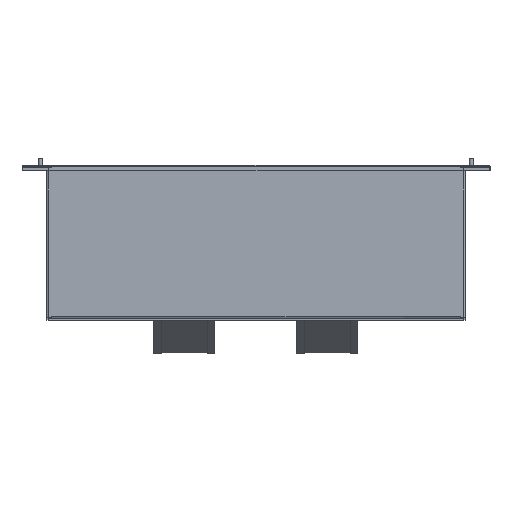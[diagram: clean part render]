
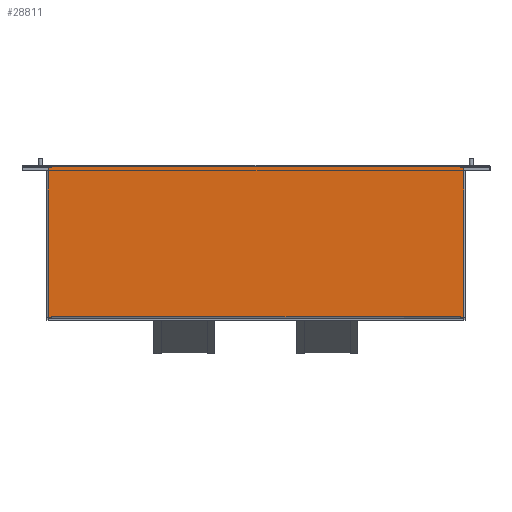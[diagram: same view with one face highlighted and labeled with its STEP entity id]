
A CAD part, front view. The second image highlights one B-rep face of the part: STEP entity #28811.
In plain terms, the highlighted free-form (B-spline) face has degree [1, 1] with [2, 2] control points.
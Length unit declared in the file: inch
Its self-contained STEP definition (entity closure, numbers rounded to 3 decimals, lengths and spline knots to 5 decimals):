
#26887=CARTESIAN_POINT('V1066',(-6.2055,0.73298,
   2.80265));
#26888=VERTEX_POINT('V1066',#26887);
#26903=CARTESIAN_POINT('V1067',(-6.2055,0.73298,
   2.74133));
#26904=VERTEX_POINT('V1067',#26903);
#26910=CARTESIAN_POINT('E1704',(-6.2055,0.73298,
   2.80265));
#26911=CARTESIAN_POINT('E1704',(-6.2055,0.73298,
   2.74133));
#26912=QUASI_UNIFORM_CURVE('E1704',1,(#26910,#26911),.POLYLINE_FORM.,
   .F.,.U.);
#26913=EDGE_CURVE('E1704',#26888,#26904,#26912,.T.);
#26923=CARTESIAN_POINT('V1065',(10.38586,0.73298,
   2.80265));
#26924=VERTEX_POINT('V1065',#26923);
#26938=CARTESIAN_POINT('E1703',(10.38586,0.73298,
   2.80265));
#26939=CARTESIAN_POINT('E1703',(-6.2055,0.73298,
   2.80265));
#26940=QUASI_UNIFORM_CURVE('E1703',1,(#26938,#26939),.POLYLINE_FORM.,
   .F.,.U.);
#26941=EDGE_CURVE('E1703',#26924,#26888,#26940,.T.);
#26951=CARTESIAN_POINT('V1064',(10.38586,0.73298,
   2.74133));
#26952=VERTEX_POINT('V1064',#26951);
#26966=CARTESIAN_POINT('E1702',(10.38586,0.73298,
   2.74133));
#26967=CARTESIAN_POINT('E1702',(10.38586,0.73298,
   2.80265));
#26968=QUASI_UNIFORM_CURVE('E1702',1,(#26966,#26967),.POLYLINE_FORM.,
   .F.,.U.);
#26969=EDGE_CURVE('E1702',#26952,#26924,#26968,.T.);
#26981=CARTESIAN_POINT('V1063',(10.52018,0.73298,
   2.74133));
#26982=VERTEX_POINT('V1063',#26981);
#26994=CARTESIAN_POINT('E1701',(10.52018,0.73298,
   2.74133));
#26995=CARTESIAN_POINT('E1701',(10.38586,0.73298,
   2.74133));
#26996=QUASI_UNIFORM_CURVE('E1701',1,(#26994,#26995),.POLYLINE_FORM.,
   .F.,.U.);
#26997=EDGE_CURVE('E1701',#26982,#26952,#26996,.T.);
#27978=CARTESIAN_POINT('V1062',(10.52018,0.73298,
   -3.33735));
#27979=VERTEX_POINT('V1062',#27978);
#27995=CARTESIAN_POINT('E1700',(10.52018,0.73298,
   -3.33735));
#27996=CARTESIAN_POINT('E1700',(10.52018,0.73298,
   2.74133));
#27997=QUASI_UNIFORM_CURVE('E1700',1,(#27995,#27996),.POLYLINE_FORM.,
   .F.,.U.);
#27998=EDGE_CURVE('E1700',#27979,#26982,#27997,.T.);
#28024=CARTESIAN_POINT('V1061',(10.38586,0.73298,
   -3.33735));
#28025=VERTEX_POINT('V1061',#28024);
#28039=CARTESIAN_POINT('E1699',(10.38586,0.73298,
   -3.33735));
#28040=CARTESIAN_POINT('E1699',(10.52018,0.73298,
   -3.33735));
#28041=QUASI_UNIFORM_CURVE('E1699',1,(#28039,#28040),.POLYLINE_FORM.,
   .F.,.U.);
#28042=EDGE_CURVE('E1699',#28025,#27979,#28041,.T.);
#28054=CARTESIAN_POINT('V1060',(10.38586,0.73298,
   -3.29735));
#28055=VERTEX_POINT('V1060',#28054);
#28067=CARTESIAN_POINT('E1698',(10.38586,0.73298,
   -3.29735));
#28068=CARTESIAN_POINT('E1698',(10.38586,0.73298,
   -3.33735));
#28069=QUASI_UNIFORM_CURVE('E1698',1,(#28067,#28068),.POLYLINE_FORM.,
   .F.,.U.);
#28070=EDGE_CURVE('E1698',#28055,#28025,#28069,.T.);
#28688=CARTESIAN_POINT('V1069',(-6.33982,0.73298,
   -3.33735));
#28689=VERTEX_POINT('V1069',#28688);
#28696=CARTESIAN_POINT('V1070',(-6.2055,0.73298,
   -3.33735));
#28697=VERTEX_POINT('V1070',#28696);
#28703=CARTESIAN_POINT('E1707',(-6.33982,0.73298,
   -3.33735));
#28704=CARTESIAN_POINT('E1707',(-6.2055,0.73298,
   -3.33735));
#28705=QUASI_UNIFORM_CURVE('E1707',1,(#28703,#28704),.POLYLINE_FORM.,
   .F.,.U.);
#28706=EDGE_CURVE('E1707',#28689,#28697,#28705,.T.);
#28718=CARTESIAN_POINT('V1059',(-6.2055,0.73298,
   -3.29735));
#28719=VERTEX_POINT('V1059',#28718);
#28725=CARTESIAN_POINT('E1708',(-6.2055,0.73298,
   -3.33735));
#28726=CARTESIAN_POINT('E1708',(-6.2055,0.73298,
   -3.29735));
#28727=QUASI_UNIFORM_CURVE('E1708',1,(#28725,#28726),.POLYLINE_FORM.,
   .F.,.U.);
#28728=EDGE_CURVE('E1708',#28697,#28719,#28727,.T.);
#28774=CARTESIAN_POINT('E1697',(-6.2055,0.73298,
   -3.29735));
#28775=CARTESIAN_POINT('E1697',(10.38586,0.73298,
   -3.29735));
#28776=QUASI_UNIFORM_CURVE('E1697',1,(#28774,#28775),.POLYLINE_FORM.,
   .F.,.U.);
#28777=EDGE_CURVE('E1697',#28719,#28055,#28776,.T.);
#28782=CARTESIAN_POINT('F689',(-6.341,0.73298,
   -3.33853));
#28783=CARTESIAN_POINT('F689',(10.52136,0.73298,
   -3.33853));
#28784=CARTESIAN_POINT('F689',(-6.341,0.73298,
   2.80384));
#28785=CARTESIAN_POINT('F689',(10.52136,0.73298,
   2.80384));
#28786=B_SPLINE_SURFACE_WITH_KNOTS('F689',1,1,((#28782,#28784),(
   #28783,#28785)),.PLANE_SURF.,.F.,.F.,.U.,(2,2),(2,2),(0.0,
   2.74526),(0.0,1.0),.UNSPECIFIED.);
#28787=ORIENTED_EDGE('F765',*,*,#28777,.T.);
#28788=ORIENTED_EDGE('F690',*,*,#28070,.T.);
#28789=ORIENTED_EDGE('F696',*,*,#28042,.T.);
#28790=ORIENTED_EDGE('F761',*,*,#27998,.T.);
#28791=ORIENTED_EDGE('F697',*,*,#26997,.T.);
#28792=ORIENTED_EDGE('F698',*,*,#26969,.T.);
#28793=ORIENTED_EDGE('F699',*,*,#26941,.T.);
#28794=ORIENTED_EDGE('F700',*,*,#26913,.T.);
#28795=CARTESIAN_POINT('V1068',(-6.33982,0.73298,
   2.74133));
#28796=VERTEX_POINT('V1068',#28795);
#28797=CARTESIAN_POINT('E1705',(-6.2055,0.73298,
   2.74133));
#28798=CARTESIAN_POINT('E1705',(-6.33982,0.73298,
   2.74133));
#28799=QUASI_UNIFORM_CURVE('E1705',1,(#28797,#28798),.POLYLINE_FORM.,
   .F.,.U.);
#28800=EDGE_CURVE('E1705',#26904,#28796,#28799,.T.);
#28801=ORIENTED_EDGE('E1705',*,*,#28800,.T.);
#28802=CARTESIAN_POINT('E1706',(-6.33982,0.73298,
   2.74133));
#28803=CARTESIAN_POINT('E1706',(-6.33982,0.73298,
   -3.33735));
#28804=QUASI_UNIFORM_CURVE('E1706',1,(#28802,#28803),.POLYLINE_FORM.,
   .F.,.U.);
#28805=EDGE_CURVE('E1706',#28796,#28689,#28804,.T.);
#28806=ORIENTED_EDGE('E1706',*,*,#28805,.T.);
#28807=ORIENTED_EDGE('F702',*,*,#28706,.T.);
#28808=ORIENTED_EDGE('F703',*,*,#28728,.T.);
#28809=EDGE_LOOP('F689',(#28787,#28788,#28789,#28790,#28791,#28792,
   #28793,#28794,#28801,#28806,#28807,#28808));
#28810=FACE_OUTER_BOUND('F689',#28809,.T.);
#28811=ADVANCED_FACE('F689',(#28810),#28786,.T.);
